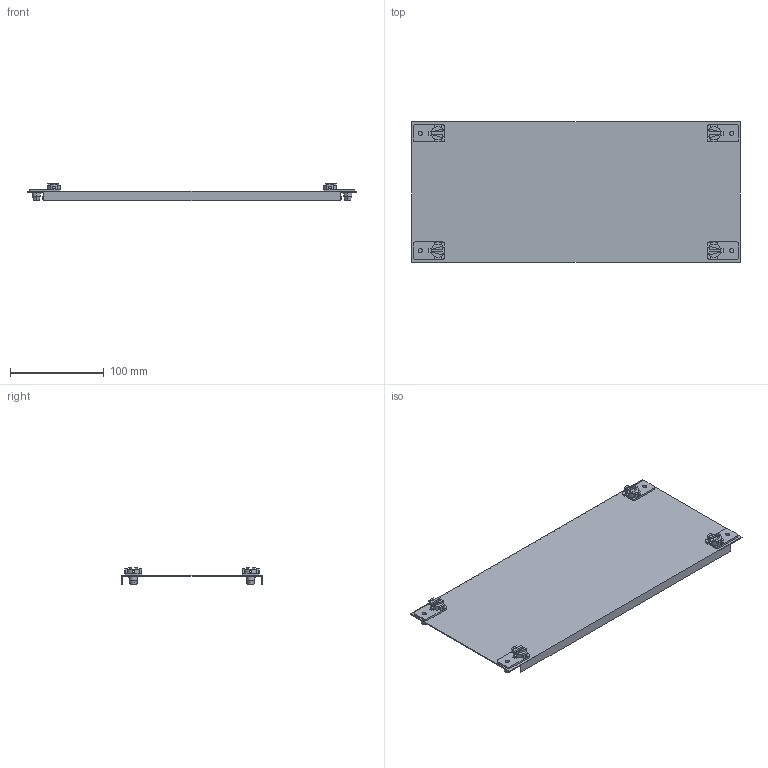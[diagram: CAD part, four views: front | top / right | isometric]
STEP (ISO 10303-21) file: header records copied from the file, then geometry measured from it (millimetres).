
FILE_DESCRIPTION((''),'2;1');
FILE_NAME('001101421_CP_1_4_0_33_F_ASM','2023-01-23T07:53:17',('klemen.sitar'),('Audax d.o.o.'),'CREO PARAMETRIC BY PTC INC, 2021304','CREO PARAMETRIC BY PTC INC, 2021304','');
FILE_SCHEMA(('AP242_MANAGED_MODEL_BASED_3D_ENGINEERING_MIM_LF { 1 0 10303 442 1 1 4 }'));
Length unit declared in the file: millimetre
Products named in the file (12): PRT0002_1_1; PRT0002_1_1_1_1_1_1_1_1; PRT0003_1_1_1_1_1_1_1_1; PRT0002_1_1_1_1_1_1_1_2_1; PRT0003_1_1_1_1_1_1_1_2_1; 001101421_CP_1_4_0_33_F_ASM_1_ASM; PRT0002_1_1_1_1_1_1_1_1_1; PRT0003_1_1_1_1_1_1_1_1_1; PRT0002_1_1_1_1_1_1_1_2_1_1; PRT0003_1_1_1_1_1_1_1_2_1_1; XYZ_ASM; 001101421_CP_1_4_0_33_F_ASM
Assembly tree (11 placements, depth 3):
  001101421_CP_1_4_0_33_F_ASM
    001101421_CP_1_4_0_33_F_ASM_1_ASM
      PRT0002_1_1
      PRT0002_1_1_1_1_1_1_1_1
      PRT0003_1_1_1_1_1_1_1_1
      PRT0002_1_1_1_1_1_1_1_2_1
      PRT0003_1_1_1_1_1_1_1_2_1
    XYZ_ASM
      PRT0002_1_1_1_1_1_1_1_1_1
      PRT0003_1_1_1_1_1_1_1_1_1
      PRT0002_1_1_1_1_1_1_1_2_1_1
      PRT0003_1_1_1_1_1_1_1_2_1_1
Bounding box: 350 x 150 x 18.6 mm (x, y, z)
Volume: 69281.2 mm3; surface area: 128556.8 mm2
Topology: 9 solids, 9 shells, 350 faces, 1038 edges, 748 vertices
Faces by surface type: plane 222, cylinder 120, cone 8
Entity records: 17763 total; most frequent: CARTESIAN_POINT 2767, DIRECTION 2056, ORIENTED_EDGE 2000, PRESENTATION_STYLE_ASSIGNMENT 1065, STYLED_ITEM 1065, CURVE_STYLE 1056, EDGE_CURVE 1000, AXIS2_PLACEMENT_3D 717
